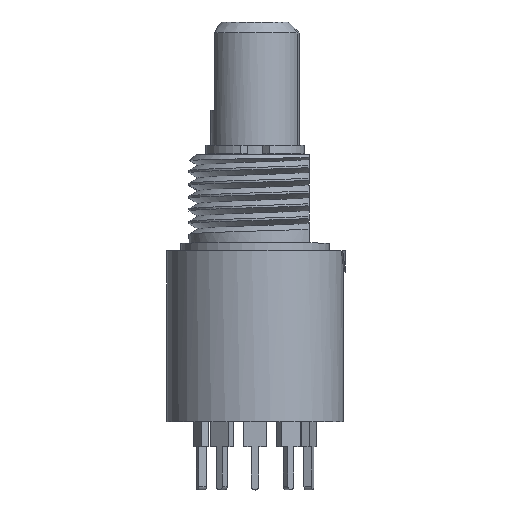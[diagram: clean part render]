
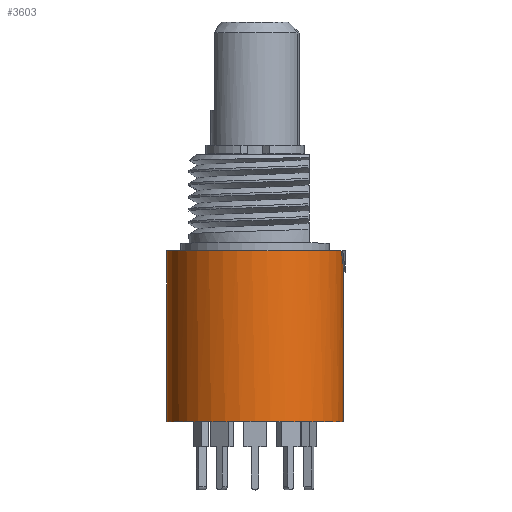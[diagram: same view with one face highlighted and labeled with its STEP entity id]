
A CAD part, top view. The second image highlights one B-rep face of the part: STEP entity #3603.
In plain terms, the highlighted cylindrical face has radius 6.35 mm (diameter 12.7 mm), a partial arc.
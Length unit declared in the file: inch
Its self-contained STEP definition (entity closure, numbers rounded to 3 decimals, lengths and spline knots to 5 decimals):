
#319=CARTESIAN_POINT('',(0.,-0.363,0.));
#320=DIRECTION('',(0.,-1.,0.));
#321=DIRECTION('',(1.,0.,0.));
#322=AXIS2_PLACEMENT_3D('',#319,#320,#321);
#324=DIRECTION('',(0.,1.,0.));
#325=VECTOR('',#324,0.423);
#326=CARTESIAN_POINT('',(0.25,-0.363,0.));
#327=LINE('',#326,#325);
#328=DIRECTION('',(0.,1.,0.));
#329=VECTOR('',#328,0.483);
#330=CARTESIAN_POINT('',(-0.25,-0.363,0.));
#331=LINE('',#330,#329);
#358=CARTESIAN_POINT('',(0.25,0.06,0.));
#359=CARTESIAN_POINT('',(0.25,0.08015,0.02015));
#360=CARTESIAN_POINT('',(0.2476,0.10015,
0.04015));
#361=CARTESIAN_POINT('',(0.24269,0.12,0.06));
#372=CARTESIAN_POINT('',(0.,0.12,0.));
#373=DIRECTION('',(0.,-1.,0.));
#374=DIRECTION('',(0.971,0.,0.24));
#375=AXIS2_PLACEMENT_3D('',#372,#373,#374);
#2618=CARTESIAN_POINT('',(-0.25,-0.363,0.));
#2619=CARTESIAN_POINT('',(-0.25,0.12,0.));
#2620=VERTEX_POINT('',#2618);
#2621=VERTEX_POINT('',#2619);
#2622=CARTESIAN_POINT('',(0.25,-0.363,0.));
#2623=VERTEX_POINT('',#2622);
#2624=CARTESIAN_POINT('',(0.25,0.06,0.));
#2625=VERTEX_POINT('',#2624);
#2626=CARTESIAN_POINT('',(0.24269,0.12,0.06));
#2627=VERTEX_POINT('',#2626);
#3587=CARTESIAN_POINT('',(0.,0.42975,0.));
#3588=DIRECTION('',(0.,-1.,0.));
#3589=DIRECTION('',(-1.,0.,0.));
#3590=AXIS2_PLACEMENT_3D('',#3587,#3588,#3589);
#3591=CYLINDRICAL_SURFACE('',#3590,0.25);
#3593=ORIENTED_EDGE('',*,*,#3592,.F.);
#3594=ORIENTED_EDGE('',*,*,#3564,.T.);
#3596=ORIENTED_EDGE('',*,*,#3595,.T.);
#3598=ORIENTED_EDGE('',*,*,#3597,.F.);
#3600=ORIENTED_EDGE('',*,*,#3599,.F.);
#3601=EDGE_LOOP('',(#3593,#3594,#3596,#3598,#3600));
#3602=FACE_OUTER_BOUND('',#3601,.F.);
#3603=ADVANCED_FACE('',(#3602),#3591,.T.);
#323=CIRCLE('',#322,0.25);
#362=B_SPLINE_CURVE_WITH_KNOTS('',3,(#358,#359,#360,#361),.UNSPECIFIED.,.F.,.F.,
(4,4),(0.,1.),.UNSPECIFIED.);
#376=CIRCLE('',#375,0.25);
#3564=EDGE_CURVE('',#2623,#2620,#323,.T.);
#3592=EDGE_CURVE('',#2623,#2625,#327,.T.);
#3595=EDGE_CURVE('',#2620,#2621,#331,.T.);
#3597=EDGE_CURVE('',#2627,#2621,#376,.T.);
#3599=EDGE_CURVE('',#2625,#2627,#362,.T.);
